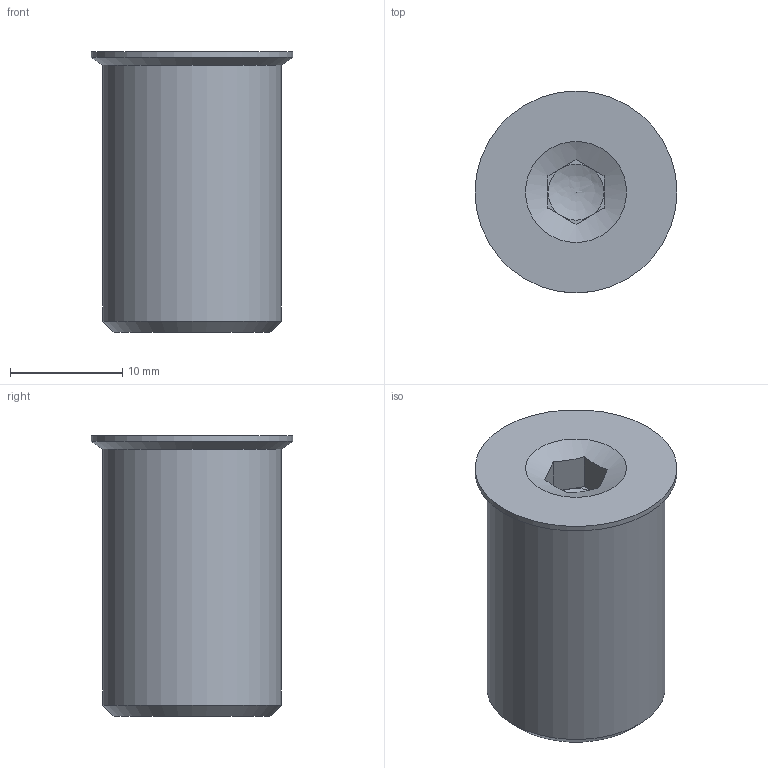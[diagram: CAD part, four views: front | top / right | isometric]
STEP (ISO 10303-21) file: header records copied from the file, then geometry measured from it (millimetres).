
FILE_DESCRIPTION( ( 'Unknown' ), '1' );
FILE_NAME( 'PT34-16-PBT.stp', 'Unknown', ( 'Unknown' ), ( 'Unknown' ), 'XStep 1.0', 'Unknown', ' ' );
FILE_SCHEMA( ( 'CONFIG_CONTROL_DESIGN' ) );
Length unit declared in the file: millimetre
Products named in the file (1): 1
Bounding box: 18 x 18 x 25 mm (x, y, z)
Volume: 4877.6 mm3; surface area: 1767.1 mm2
Topology: 1 solids, 1 shells, 16 faces, 36 edges, 22 vertices
Faces by surface type: plane 10, cone 2, cylinder 2, sphere 1, bspline 1
Full cylindrical faces by diameter (mm): 15.9 x1, 18 x1
Entity records: 469 total; most frequent: CARTESIAN_POINT 93, DIRECTION 74, ORIENTED_EDGE 56, AXIS2_PLACEMENT_3D 30, EDGE_CURVE 28, EDGE_LOOP 22, VERTEX_POINT 21, FACE_OUTER_BOUND 19
